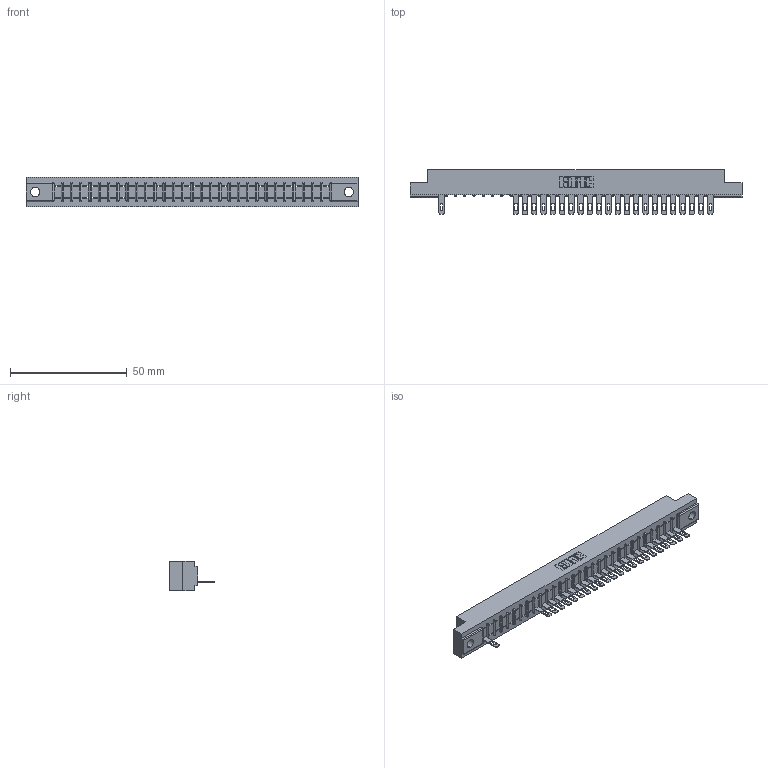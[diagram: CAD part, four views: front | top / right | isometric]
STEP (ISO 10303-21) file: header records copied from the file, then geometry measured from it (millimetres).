
FILE_DESCRIPTION (( 'STEP AP203' ), '1' );
FILE_NAME ('307-030-505-102.STEP', '2018-08-04T18:17:36', ( '' ), ( '' ), 'SwSTEP 2.0', 'SolidWorks 2016', '' );
FILE_SCHEMA (( 'CONFIG_CONTROL_DESIGN' ));
Length unit declared in the file: inch
Products named in the file (3): 307 Part_.128 Dia Mounting Holes; 307-290-001_505; 307-030-505-102
Assembly tree (24 placements, depth 2):
  307-030-505-102
    307 Part_.128 Dia Mounting Holes
    307-290-001_505  x23
Bounding box: 141.88 x 19.18 x 12.7 mm (x, y, z)
Volume: 14502.7 mm3; surface area: 14532 mm2
Topology: 24 solids, 24 shells, 1577 faces, 4497 edges, 2882 vertices
Faces by surface type: plane 982, cylinder 533, sphere 62
Entity records: 26950 total; most frequent: CARTESIAN_POINT 4565, ORIENTED_EDGE 4558, DIRECTION 4441, EDGE_CURVE 2279, VECTOR 1741, LINE 1741, VERTEX_POINT 1474, AXIS2_PLACEMENT_3D 1350
